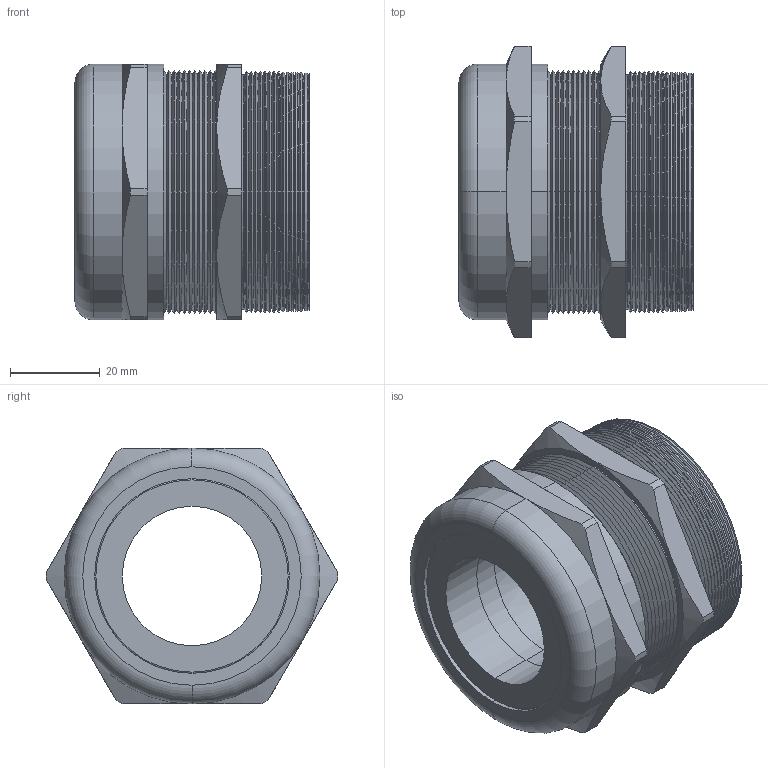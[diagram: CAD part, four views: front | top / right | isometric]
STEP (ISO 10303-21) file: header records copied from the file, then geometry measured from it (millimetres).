
FILE_DESCRIPTION (( 'STEP AP203' ), '1' );
FILE_NAME ('CD42CR-BE.STEP', '2009-04-25T15:38:34', ( 'BSI00' ), ( '' ), 'SwSTEP 2.0', 'SolidWorks 2008', '' );
FILE_SCHEMA (( 'CONFIG_CONTROL_DESIGN' ));
Length unit declared in the file: inch
Products named in the file (1): CD42CR-BE
Bounding box: 52.07 x 64.86 x 56.9 mm (x, y, z)
Volume: 80990.4 mm3; surface area: 26937.7 mm2
Topology: 2 solids, 2 shells, 200 faces, 420 edges, 228 vertices
Faces by surface type: cone 138, cylinder 26, plane 26, torus 10
Entity records: 5415 total; most frequent: DIRECTION 1012, CARTESIAN_POINT 997, ORIENTED_EDGE 840, EDGE_CURVE 420, AXIS2_PLACEMENT_3D 415, VERTEX_POINT 228, CIRCLE 214, EDGE_LOOP 208
